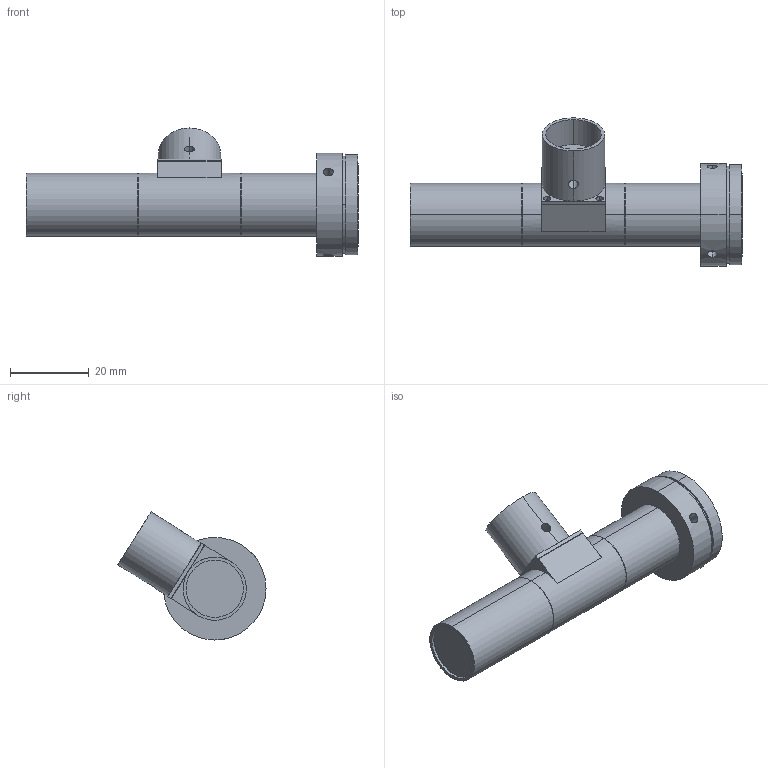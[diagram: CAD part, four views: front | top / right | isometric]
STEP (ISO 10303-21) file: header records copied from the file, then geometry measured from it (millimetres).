
FILE_DESCRIPTION (( 'STEP AP203' ), '1' );
FILE_NAME ('WWL20-65CT.STEP', '2019-12-03T06:37:14', ( 'Windows 蚚誧' ), ( '' ), 'SwSTEP 2.0', 'SolidWorks 2017', '' );
FILE_SCHEMA (( 'CONFIG_CONTROL_DESIGN' ));
Length unit declared in the file: millimetre
Products named in the file (1): WWL20-65CT
Bounding box: 84.09 x 37.53 x 32.44 mm (x, y, z)
Volume: 21110.3 mm3; surface area: 7596.2 mm2
Topology: 1 solids, 1 shells, 102 faces, 223 edges, 142 vertices
Faces by surface type: cylinder 53, plane 32, cone 17
Entity records: 3376 total; most frequent: CARTESIAN_POINT 1044, DIRECTION 477, ORIENTED_EDGE 446, EDGE_CURVE 223, AXIS2_PLACEMENT_3D 191, VERTEX_POINT 142, EDGE_LOOP 125, FACE_OUTER_BOUND 102
